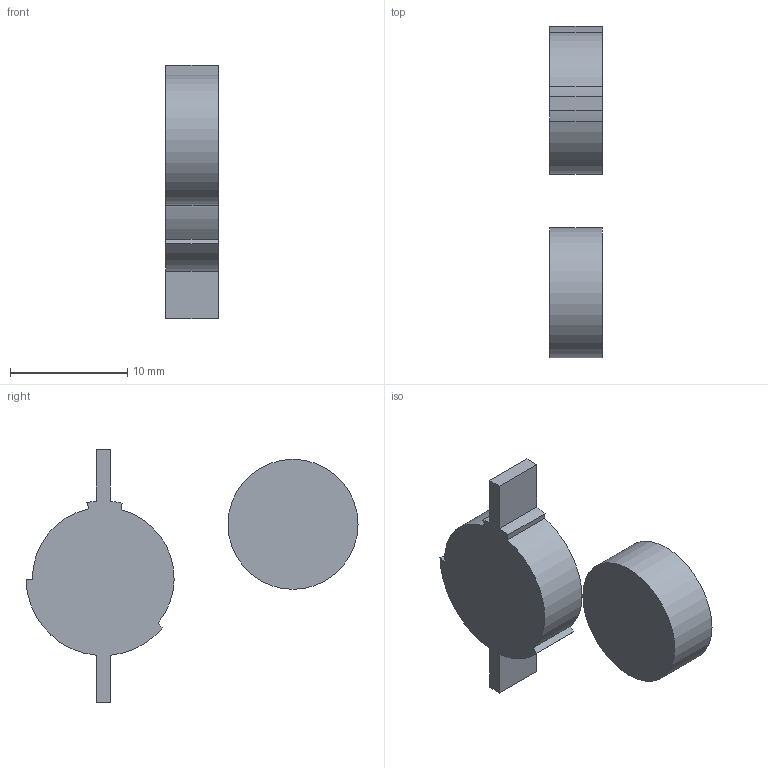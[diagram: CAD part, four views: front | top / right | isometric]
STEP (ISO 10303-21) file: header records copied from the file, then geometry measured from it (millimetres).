
FILE_DESCRIPTION(/* description */ ('STEP AP214'),/* implementation_level */ '2;1');
FILE_NAME(/* name */ 'BearingCheck.step',/* time_stamp */ '2025-10-12T15:12:07+02:00',/* author */ (''),/* organization */ (''),/* preprocessor_version */ 'ST-DEVELOPER v20.1',/* originating_system */ 'Autodesk Translation Framework v14.17.0.0',/* authorisation */ '');
FILE_SCHEMA (('AUTOMOTIVE_DESIGN { 1 0 10303 214 3 1 1 }'));
Length unit declared in the file: millimetre
Products named in the file (1): MP4802-0000 500³ß´ç3D´òÓ¡
»ú V8 3d printer
Bounding box: 4.5 x 28.35 x 21.62 mm (x, y, z)
Volume: 754.3 mm3; surface area: 1021.5 mm2
Topology: 2 solids, 2 shells, 25 faces, 57 edges, 38 vertices
Faces by surface type: cylinder 13, plane 12
Full cylindrical faces by diameter (mm): 8.5 x2, 11.1 x1
Entity records: 843 total; most frequent: DIRECTION 135, CARTESIAN_POINT 121, ORIENTED_EDGE 114, EDGE_CURVE 57, AXIS2_PLACEMENT_3D 52, VERTEX_POINT 38, LINE 31, VECTOR 31
